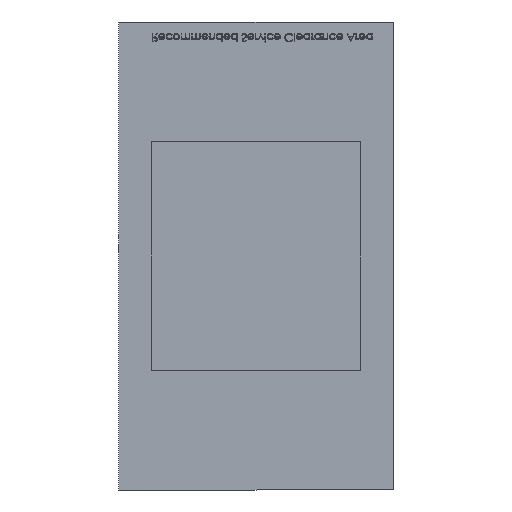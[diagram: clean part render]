
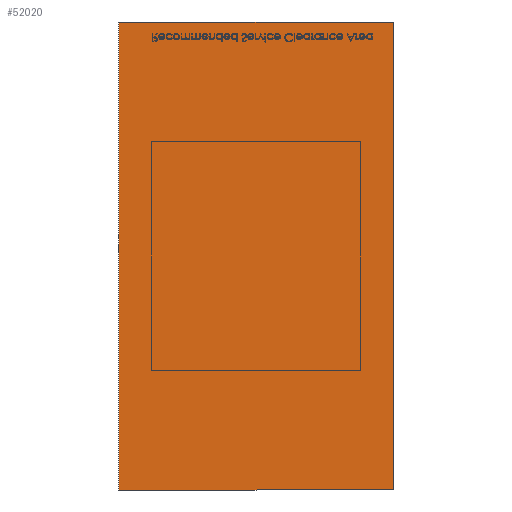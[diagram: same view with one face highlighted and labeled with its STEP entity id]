
A CAD part, front view. The second image highlights one B-rep face of the part: STEP entity #52020.
In plain terms, the highlighted planar face has unit normal (0, -1, 0).
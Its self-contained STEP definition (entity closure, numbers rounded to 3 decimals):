
#331 = ORIENTED_EDGE ( 'NONE', *, *, #18565, .T. ) ;
#1042 = LINE ( 'NONE', #16601, #40685 ) ;
#2516 = EDGE_CURVE ( 'NONE', #35618, #52708, #26619, .T. ) ;
#3866 = DIRECTION ( 'NONE',  ( 0., 0., 1. ) ) ;
#5828 = LINE ( 'NONE', #28006, #42891 ) ;
#6858 = PLANE ( 'NONE',  #24471 ) ;
#7809 = EDGE_LOOP ( 'NONE', ( #331, #48612, #52739, #15613 ) ) ;
#12674 = EDGE_CURVE ( 'NONE', #20828, #17801, #30550, .T. ) ;
#14494 = DIRECTION ( 'NONE',  ( 0., -1., 0. ) ) ;
#15613 = ORIENTED_EDGE ( 'NONE', *, *, #2516, .T. ) ;
#16210 = VECTOR ( 'NONE', #25730, 39.37 ) ;
#16599 = CARTESIAN_POINT ( 'NONE',  ( 25.25, -5.25, -43. ) ) ;
#16601 = CARTESIAN_POINT ( 'NONE',  ( 25.25, -5.25, -43. ) ) ;
#17801 = VERTEX_POINT ( 'NONE', #47444 ) ;
#18565 = EDGE_CURVE ( 'NONE', #52708, #20828, #5828, .T. ) ;
#20828 = VERTEX_POINT ( 'NONE', #41082 ) ;
#22359 = EDGE_CURVE ( 'NONE', #17801, #35618, #1042, .T. ) ;
#24471 = AXIS2_PLACEMENT_3D ( 'NONE', #43737, #14494, #27019 ) ;
#25369 = CARTESIAN_POINT ( 'NONE',  ( 25.25, -5.25, 43. ) ) ;
#25730 = DIRECTION ( 'NONE',  ( -1., 0., 0. ) ) ;
#26619 = LINE ( 'NONE', #25369, #16210 ) ;
#27019 = DIRECTION ( 'NONE',  ( 0., 0., -1. ) ) ;
#28006 = CARTESIAN_POINT ( 'NONE',  ( -25.25, -5.25, -43. ) ) ;
#30550 = LINE ( 'NONE', #16599, #51324 ) ;
#35618 = VERTEX_POINT ( 'NONE', #49284 ) ;
#40685 = VECTOR ( 'NONE', #3866, 39.37 ) ;
#41082 = CARTESIAN_POINT ( 'NONE',  ( -25.25, -5.25, -43. ) ) ;
#42891 = VECTOR ( 'NONE', #52661, 39.37 ) ;
#43737 = CARTESIAN_POINT ( 'NONE',  ( 0., -5.25, 0. ) ) ;
#45645 = DIRECTION ( 'NONE',  ( 1., 0., 0. ) ) ;
#47444 = CARTESIAN_POINT ( 'NONE',  ( 25.25, -5.25, -43. ) ) ;
#48612 = ORIENTED_EDGE ( 'NONE', *, *, #12674, .T. ) ;
#48690 = FACE_OUTER_BOUND ( 'NONE', #7809, .T. ) ;
#49284 = CARTESIAN_POINT ( 'NONE',  ( 25.25, -5.25, 43. ) ) ;
#50132 = CARTESIAN_POINT ( 'NONE',  ( -25.25, -5.25, 43. ) ) ;
#51324 = VECTOR ( 'NONE', #45645, 39.37 ) ;
#52020 = ADVANCED_FACE ( 'NONE', ( #48690 ), #6858, .T. ) ;
#52661 = DIRECTION ( 'NONE',  ( 0., 0., -1. ) ) ;
#52708 = VERTEX_POINT ( 'NONE', #50132 ) ;
#52739 = ORIENTED_EDGE ( 'NONE', *, *, #22359, .T. ) ;
